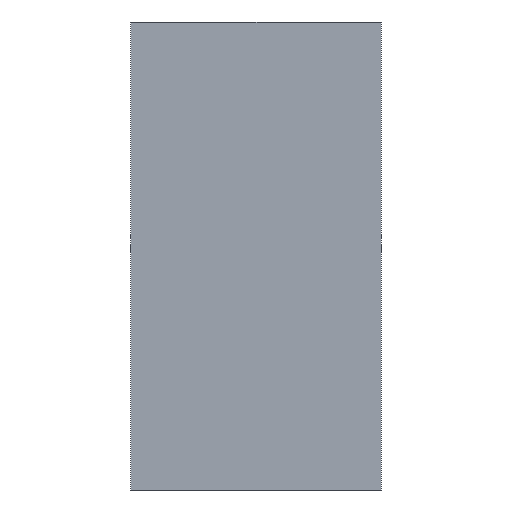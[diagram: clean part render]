
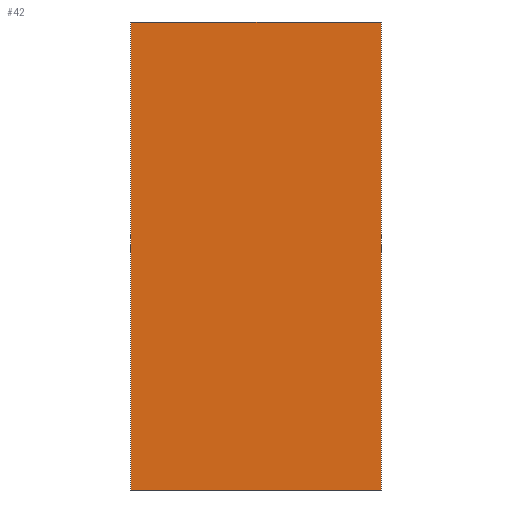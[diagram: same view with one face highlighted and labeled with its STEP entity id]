
A CAD part, left-side view. The second image highlights one B-rep face of the part: STEP entity #42.
In plain terms, the highlighted planar face has unit normal (-1, 0, 0).
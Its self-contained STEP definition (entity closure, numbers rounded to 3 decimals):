
#42 = ADVANCED_FACE( '', ( #91 ), #92, .F. );
#91 = FACE_OUTER_BOUND( '', #140, .T. );
#92 = PLANE( '', #141 );
#140 = EDGE_LOOP( '', ( #203, #204, #205, #206 ) );
#141 = AXIS2_PLACEMENT_3D( '', #207, #208, #209 );
#203 = ORIENTED_EDGE( '', *, *, #259, .T. );
#204 = ORIENTED_EDGE( '', *, *, #262, .F. );
#205 = ORIENTED_EDGE( '', *, *, #248, .F. );
#206 = ORIENTED_EDGE( '', *, *, #266, .T. );
#207 = CARTESIAN_POINT( '', ( -248., 31., 116. ) );
#208 = DIRECTION( '', ( 1., 0., 0. ) );
#209 = DIRECTION( '', ( 0., 0., -1. ) );
#248 = EDGE_CURVE( '', #282, #284, #285, .T. );
#259 = EDGE_CURVE( '', #299, #303, #305, .T. );
#262 = EDGE_CURVE( '', #284, #303, #308, .T. );
#266 = EDGE_CURVE( '', #282, #299, #312, .T. );
#282 = VERTEX_POINT( '', #328 );
#284 = VERTEX_POINT( '', #331 );
#285 = LINE( '', #332, #333 );
#299 = VERTEX_POINT( '', #349 );
#303 = VERTEX_POINT( '', #355 );
#305 = LINE( '', #358, #359 );
#308 = LINE( '', #363, #364 );
#312 = LINE( '', #369, #370 );
#328 = CARTESIAN_POINT( '', ( -248., 31., 116. ) );
#331 = CARTESIAN_POINT( '', ( -248., -31., 116. ) );
#332 = CARTESIAN_POINT( '', ( -248., 31., 116. ) );
#333 = VECTOR( '', #389, 1000. );
#349 = CARTESIAN_POINT( '', ( -248., 31., 0. ) );
#355 = CARTESIAN_POINT( '', ( -248., -31., 0. ) );
#358 = CARTESIAN_POINT( '', ( -248., 31., 0. ) );
#359 = VECTOR( '', #407, 1000. );
#363 = CARTESIAN_POINT( '', ( -248., -31., 116. ) );
#364 = VECTOR( '', #409, 1000. );
#369 = CARTESIAN_POINT( '', ( -248., 31., 116. ) );
#370 = VECTOR( '', #411, 1000. );
#389 = DIRECTION( '', ( 0., -1., 0. ) );
#407 = DIRECTION( '', ( 0., -1., 0. ) );
#409 = DIRECTION( '', ( 0., 0., -1. ) );
#411 = DIRECTION( '', ( 0., 0., -1. ) );
